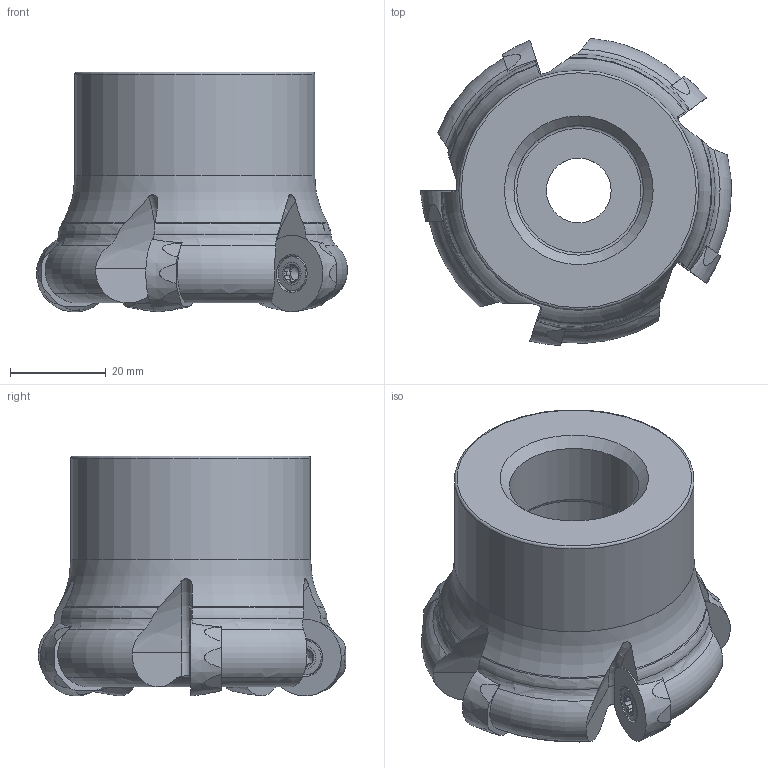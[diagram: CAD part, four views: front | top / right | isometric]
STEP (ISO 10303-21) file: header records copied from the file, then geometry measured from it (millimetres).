
FILE_DESCRIPTION(/* description */ (''),/* implementation_level */ '2;1');
FILE_NAME(/* name */ '1542955961350.stp',/* time_stamp */ '2018-11-23T12:23:08+06:00',/* author */ (''),/* organization */ ('SMS'),/* preprocessor_version */ 'ST-DEVELOPER v15',/* originating_system */ 'SIEMENS PLM Software NX 8.5',/* authorisation */ '');
FILE_SCHEMA (('AUTOMOTIVE_DESIGN { 1 0 10303 214 3 1 1 1 }'));
Length unit declared in the file: millimetre
Products named in the file (4): ASSEMBLY_CONSTRUCTION; 201856700mod000_00; 201902446mod000_00; 201902498mod000_00
Assembly tree (7 placements, depth 2):
  201902498mod000_00
    201902446mod000_00
    201856700mod000_00  x5
    ASSEMBLY_CONSTRUCTION
Bounding box: 64.84 x 64.06 x 50.01 mm (x, y, z)
Volume: 82236 mm3; surface area: 20877.4 mm2
Topology: 6 solids, 6 shells, 399 faces, 1027 edges, 667 vertices
Faces by surface type: plane 173, cone 74, extrusion 60, torus 52, cylinder 35, bspline 5
Full cylindrical faces by diameter (mm): 4.5 x5, 5 x5, 5.5 x5, 7.15 x5, 13.5 x1, 20 x1, 27.011 x1, 27.5 x1, 50 x1
Entity records: 13778 total; most frequent: CARTESIAN_POINT 5593, ORIENTED_EDGE 1634, DIRECTION 1617, EDGE_CURVE 817, AXIS2_PLACEMENT_3D 672, VERTEX_POINT 549, EDGE_LOOP 413, ADVANCED_FACE 343
